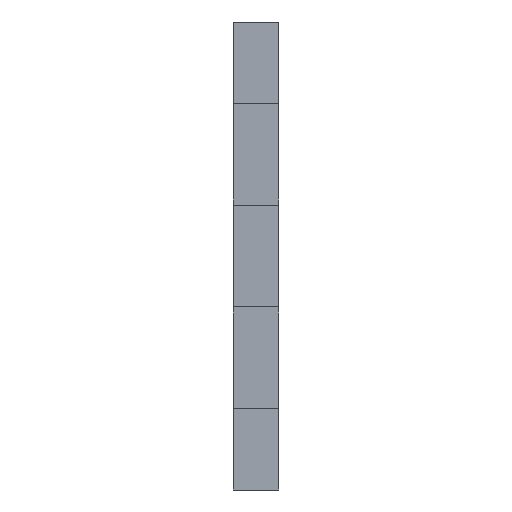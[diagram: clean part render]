
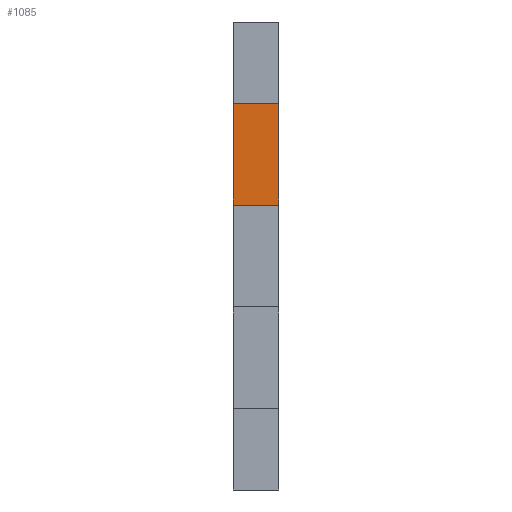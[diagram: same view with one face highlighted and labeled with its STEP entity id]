
A CAD part, left-side view. The second image highlights one B-rep face of the part: STEP entity #1085.
In plain terms, the highlighted planar face has unit normal (-1, 0, 0).
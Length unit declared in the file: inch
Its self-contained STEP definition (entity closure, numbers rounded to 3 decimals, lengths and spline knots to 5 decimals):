
#39=FACE_OUTER_BOUND('',#93,.T.);
#93=EDGE_LOOP('',(#791,#792,#793,#794));
#195=LINE('',#1602,#351);
#196=LINE('',#1605,#352);
#197=LINE('',#1607,#353);
#198=LINE('',#1608,#354);
#351=VECTOR('',#1311,0.3937);
#352=VECTOR('',#1314,0.3937);
#353=VECTOR('',#1315,0.3937);
#354=VECTOR('',#1316,0.3937);
#483=VERTEX_POINT('',#1598);
#484=VERTEX_POINT('',#1600);
#485=VERTEX_POINT('',#1604);
#486=VERTEX_POINT('',#1606);
#611=EDGE_CURVE('',#483,#484,#195,.T.);
#612=EDGE_CURVE('',#485,#483,#196,.T.);
#613=EDGE_CURVE('',#486,#484,#197,.T.);
#614=EDGE_CURVE('',#485,#486,#198,.T.);
#791=ORIENTED_EDGE('',*,*,#612,.T.);
#792=ORIENTED_EDGE('',*,*,#611,.T.);
#793=ORIENTED_EDGE('',*,*,#613,.F.);
#794=ORIENTED_EDGE('',*,*,#614,.F.);
#1031=PLANE('',#1159);
#1085=ADVANCED_FACE('',(#39),#1031,.T.);
#1159=AXIS2_PLACEMENT_3D('',#1603,#1312,#1313);
#1311=DIRECTION('',(0.,1.,0.));
#1312=DIRECTION('center_axis',(-1.,0.,0.));
#1313=DIRECTION('ref_axis',(0.,0.,1.));
#1314=DIRECTION('',(0.,0.,1.));
#1315=DIRECTION('',(0.,0.,1.));
#1316=DIRECTION('',(0.,1.,0.));
#1598=CARTESIAN_POINT('',(-2.48031,0.,1.12697));
#1600=CARTESIAN_POINT('',(-2.48031,0.11811,1.12697));
#1602=CARTESIAN_POINT('',(-2.48031,0.,1.12697));
#1603=CARTESIAN_POINT('Origin',(-2.48031,0.,0.86122));
#1604=CARTESIAN_POINT('',(-2.48031,0.,0.86122));
#1605=CARTESIAN_POINT('',(-2.48031,0.,0.86122));
#1606=CARTESIAN_POINT('',(-2.48031,0.11811,0.86122));
#1607=CARTESIAN_POINT('',(-2.48031,0.11811,0.86122));
#1608=CARTESIAN_POINT('',(-2.48031,0.,0.86122));
